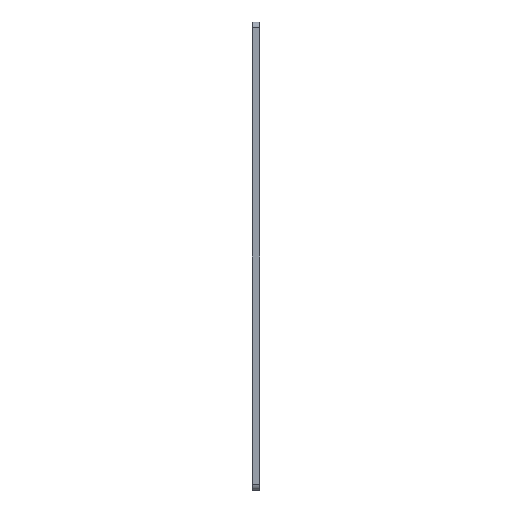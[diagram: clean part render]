
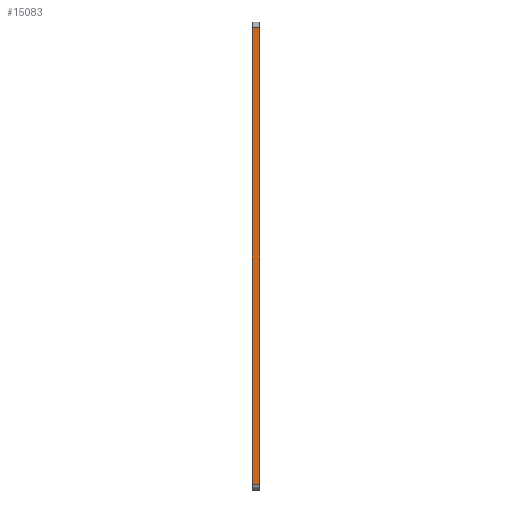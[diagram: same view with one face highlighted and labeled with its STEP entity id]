
A CAD part, left-side view. The second image highlights one B-rep face of the part: STEP entity #15083.
In plain terms, the highlighted free-form (B-spline) face has degree [1, 1] with [2, 2] control points.
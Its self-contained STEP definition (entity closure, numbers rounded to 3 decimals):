
#11396 = VERTEX_POINT('',#11397);
#11397 = CARTESIAN_POINT('',(-41.734,1.453,
    -43.271));
#11403 = EDGE_CURVE('',#11396,#11404,#11406,.T.);
#11404 = VERTEX_POINT('',#11405);
#11405 = CARTESIAN_POINT('',(-41.734,1.453,
    43.271));
#11406 = B_SPLINE_CURVE_WITH_KNOTS('',1,(#11407,#11408),.UNSPECIFIED.,
  .F.,.F.,(2,2),(-93.49,0.),.PIECEWISE_BEZIER_KNOTS.);
#11407 = CARTESIAN_POINT('',(-41.734,1.453,
    -43.271));
#11408 = CARTESIAN_POINT('',(-41.734,1.453,
    43.271));
#12615 = VERTEX_POINT('',#12616);
#12616 = CARTESIAN_POINT('',(-41.734,0.,43.271));
#12622 = EDGE_CURVE('',#12623,#12615,#12625,.T.);
#12623 = VERTEX_POINT('',#12624);
#12624 = CARTESIAN_POINT('',(-41.734,0.,-43.271));
#12625 = B_SPLINE_CURVE_WITH_KNOTS('',1,(#12626,#12627),.UNSPECIFIED.,
  .F.,.F.,(2,2),(-93.49,0.),.PIECEWISE_BEZIER_KNOTS.);
#12626 = CARTESIAN_POINT('',(-41.734,0.,-43.271));
#12627 = CARTESIAN_POINT('',(-41.734,0.,43.271));
#15070 = EDGE_CURVE('',#11396,#12623,#15071,.T.);
#15071 = B_SPLINE_CURVE_WITH_KNOTS('',1,(#15072,#15073),.UNSPECIFIED.,
  .F.,.F.,(2,2),(-0.,1.57),.PIECEWISE_BEZIER_KNOTS.);
#15072 = CARTESIAN_POINT('',(-41.734,1.453,
    -43.271));
#15073 = CARTESIAN_POINT('',(-41.734,0.,-43.271));
#15083 = ADVANCED_FACE('',(#15084),#15094,.F.);
#15084 = FACE_BOUND('',#15085,.T.);
#15085 = EDGE_LOOP('',(#15086,#15087,#15092,#15093));
#15086 = ORIENTED_EDGE('',*,*,#12622,.T.);
#15087 = ORIENTED_EDGE('',*,*,#15088,.F.);
#15088 = EDGE_CURVE('',#11404,#12615,#15089,.T.);
#15089 = B_SPLINE_CURVE_WITH_KNOTS('',1,(#15090,#15091),.UNSPECIFIED.,
  .F.,.F.,(2,2),(-0.,1.57),.PIECEWISE_BEZIER_KNOTS.);
#15090 = CARTESIAN_POINT('',(-41.734,1.453,
    43.271));
#15091 = CARTESIAN_POINT('',(-41.734,0.,43.271));
#15092 = ORIENTED_EDGE('',*,*,#11403,.F.);
#15093 = ORIENTED_EDGE('',*,*,#15070,.T.);
#15094 = B_SPLINE_SURFACE_WITH_KNOTS('',1,1,(
    (#15095,#15096)
    ,(#15097,#15098
    )),.UNSPECIFIED.,.F.,.F.,.F.,(2,2),(2,2),(0.,93.49),(-1.57,0.),
  .PIECEWISE_BEZIER_KNOTS.);
#15095 = CARTESIAN_POINT('',(-41.734,0.,43.271));
#15096 = CARTESIAN_POINT('',(-41.734,1.453,
    43.271));
#15097 = CARTESIAN_POINT('',(-41.734,0.,-43.271));
#15098 = CARTESIAN_POINT('',(-41.734,1.453,
    -43.271));
